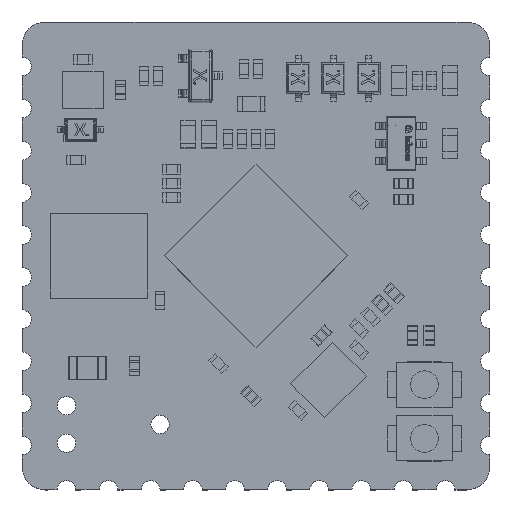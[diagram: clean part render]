
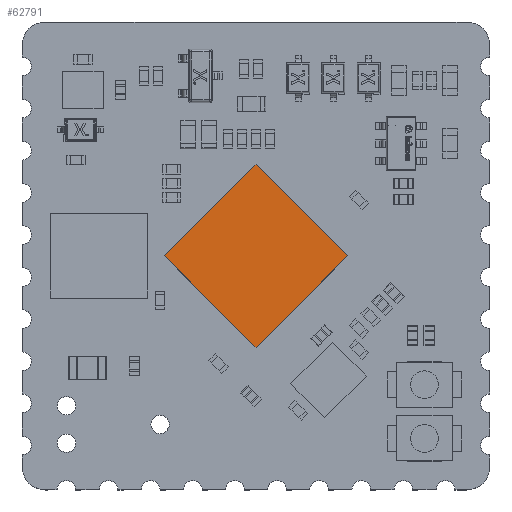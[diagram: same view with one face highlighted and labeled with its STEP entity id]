
A CAD part, top view. The second image highlights one B-rep face of the part: STEP entity #62791.
In plain terms, the highlighted planar face has unit normal (0, 0, 1).
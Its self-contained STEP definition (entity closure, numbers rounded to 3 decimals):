
#62662 = VERTEX_POINT('',#62663);
#62663 = CARTESIAN_POINT('',(7.75,12.7,0.9));
#62669 = EDGE_CURVE('',#62662,#62670,#62672,.T.);
#62670 = VERTEX_POINT('',#62671);
#62671 = CARTESIAN_POINT('',(12.7,17.65,0.9));
#62672 = LINE('',#62673,#62674);
#62673 = CARTESIAN_POINT('',(7.75,12.7,0.9));
#62674 = VECTOR('',#62675,1.);
#62675 = DIRECTION('',(0.707,0.707,0.));
#62700 = EDGE_CURVE('',#62670,#62701,#62703,.T.);
#62701 = VERTEX_POINT('',#62702);
#62702 = CARTESIAN_POINT('',(17.65,12.7,0.9));
#62703 = LINE('',#62704,#62705);
#62704 = CARTESIAN_POINT('',(12.7,17.65,0.9));
#62705 = VECTOR('',#62706,1.);
#62706 = DIRECTION('',(0.707,-0.707,0.));
#62731 = EDGE_CURVE('',#62701,#62732,#62734,.T.);
#62732 = VERTEX_POINT('',#62733);
#62733 = CARTESIAN_POINT('',(12.7,7.75,0.9));
#62734 = LINE('',#62735,#62736);
#62735 = CARTESIAN_POINT('',(17.65,12.7,0.9));
#62736 = VECTOR('',#62737,1.);
#62737 = DIRECTION('',(-0.707,-0.707,0.));
#62762 = EDGE_CURVE('',#62732,#62662,#62763,.T.);
#62763 = LINE('',#62764,#62765);
#62764 = CARTESIAN_POINT('',(12.7,7.75,0.9));
#62765 = VECTOR('',#62766,1.);
#62766 = DIRECTION('',(-0.707,0.707,0.));
#62791 = ADVANCED_FACE('',(#62792),#62798,.T.);
#62792 = FACE_BOUND('',#62793,.F.);
#62793 = EDGE_LOOP('',(#62794,#62795,#62796,#62797));
#62794 = ORIENTED_EDGE('',*,*,#62669,.T.);
#62795 = ORIENTED_EDGE('',*,*,#62700,.T.);
#62796 = ORIENTED_EDGE('',*,*,#62731,.T.);
#62797 = ORIENTED_EDGE('',*,*,#62762,.T.);
#62798 = PLANE('',#62799);
#62799 = AXIS2_PLACEMENT_3D('',#62800,#62801,#62802);
#62800 = CARTESIAN_POINT('',(7.75,12.7,0.9));
#62801 = DIRECTION('',(0.,0.,1.));
#62802 = DIRECTION('',(1.,0.,0.));
